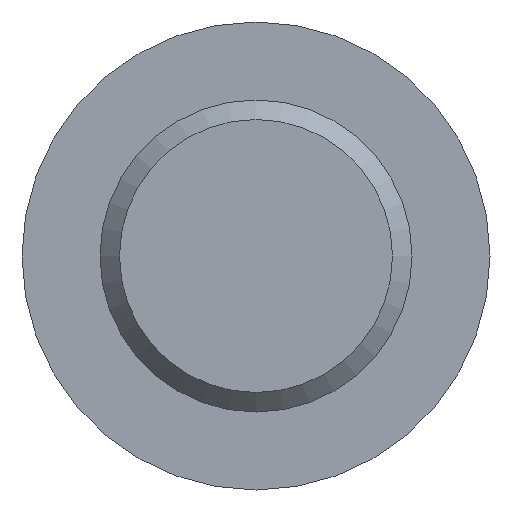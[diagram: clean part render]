
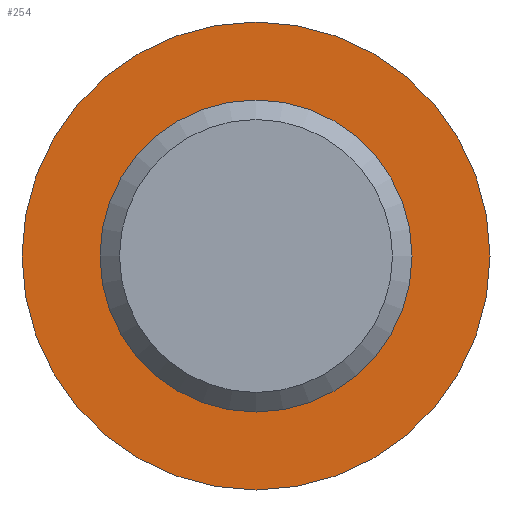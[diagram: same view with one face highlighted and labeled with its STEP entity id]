
A CAD part, front view. The second image highlights one B-rep face of the part: STEP entity #254.
In plain terms, the highlighted planar face has unit normal (0, -1, 0).
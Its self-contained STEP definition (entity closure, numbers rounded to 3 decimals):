
#17 = VERTEX_POINT ( 'NONE', #48 ) ;
#24 = DIRECTION ( 'NONE',  ( 0., 0., -1. ) ) ;
#48 = CARTESIAN_POINT ( 'NONE',  ( 0., 110., -8. ) ) ;
#64 = FACE_OUTER_BOUND ( 'NONE', #461, .T. ) ;
#99 = CARTESIAN_POINT ( 'NONE',  ( 0., 110., 0. ) ) ;
#127 = EDGE_LOOP ( 'NONE', ( #400 ) ) ;
#138 = AXIS2_PLACEMENT_3D ( 'NONE', #399, #396, #286 ) ;
#147 = EDGE_CURVE ( 'NONE', #17, #17, #195, .T. ) ;
#179 = CIRCLE ( 'NONE', #477, 12. ) ;
#195 = CIRCLE ( 'NONE', #332, 8. ) ;
#223 = DIRECTION ( 'NONE',  ( 0., -1., 0. ) ) ;
#254 = ADVANCED_FACE ( 'NONE', ( #281, #64 ), #439, .F. ) ;
#263 = CARTESIAN_POINT ( 'NONE',  ( 0., 110., 0. ) ) ;
#281 = FACE_BOUND ( 'NONE', #127, .T. ) ;
#284 = DIRECTION ( 'NONE',  ( 0., -1., 0. ) ) ;
#286 = DIRECTION ( 'NONE',  ( 0., 0., 1. ) ) ;
#332 = AXIS2_PLACEMENT_3D ( 'NONE', #99, #284, #24 ) ;
#346 = CARTESIAN_POINT ( 'NONE',  ( 0., 110., -12. ) ) ;
#396 = DIRECTION ( 'NONE',  ( 0., 1., 0. ) ) ;
#399 = CARTESIAN_POINT ( 'NONE',  ( -8., 110., 0. ) ) ;
#400 = ORIENTED_EDGE ( 'NONE', *, *, #147, .F. ) ;
#419 = EDGE_CURVE ( 'NONE', #434, #434, #179, .T. ) ;
#430 = DIRECTION ( 'NONE',  ( 0., 0., -1. ) ) ;
#434 = VERTEX_POINT ( 'NONE', #346 ) ;
#435 = ORIENTED_EDGE ( 'NONE', *, *, #419, .T. ) ;
#439 = PLANE ( 'NONE',  #138 ) ;
#461 = EDGE_LOOP ( 'NONE', ( #435 ) ) ;
#477 = AXIS2_PLACEMENT_3D ( 'NONE', #263, #223, #430 ) ;
